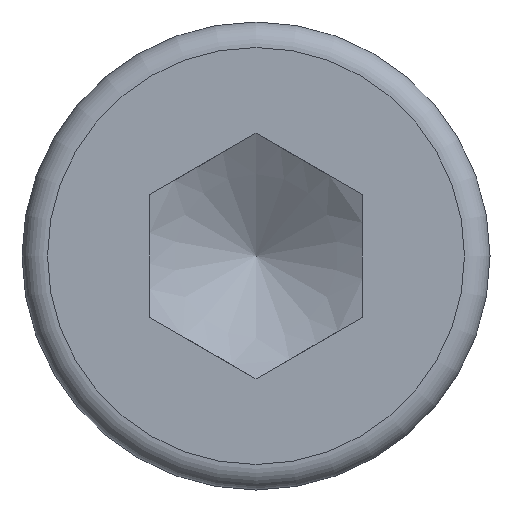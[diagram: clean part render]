
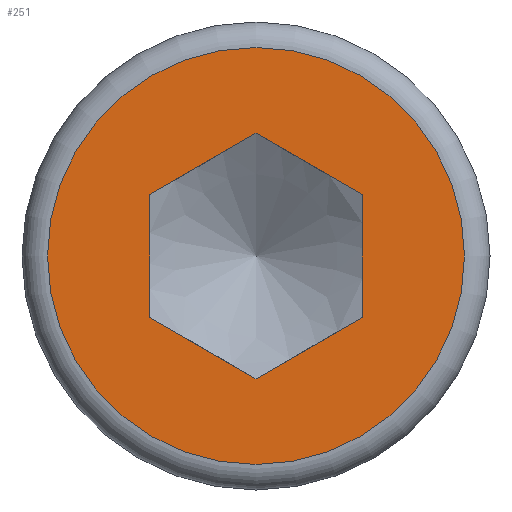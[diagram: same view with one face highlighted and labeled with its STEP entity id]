
A CAD part, left-side view. The second image highlights one B-rep face of the part: STEP entity #251.
In plain terms, the highlighted planar face has unit normal (-1, 0, 0).
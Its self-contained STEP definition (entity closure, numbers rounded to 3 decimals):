
#170=CARTESIAN_POINT('',(-3.,2.45,0.0));
#171=VERTEX_POINT('',#170);
#172=CARTESIAN_POINT('',(-3.,0.,0.0));
#173=DIRECTION('',(1.0,0.0,0.0));
#174=DIRECTION('',(0.0,-1.0,0.0));
#175=AXIS2_PLACEMENT_3D('',#172,#173,#174);
#176=CIRCLE('',#175,2.45);
#177=EDGE_CURVE('',#171,#171,#176,.T.);
#193=CARTESIAN_POINT('',(-3.,2.097,0.0));
#194=DIRECTION('',(-1.0,0.0,0.0));
#195=DIRECTION('',(0.0,0.0,1.0));
#196=AXIS2_PLACEMENT_3D('',#193,#194,#195);
#197=PLANE('',#196);
#198=ORIENTED_EDGE('',*,*,#177,.F.);
#199=EDGE_LOOP('',(#198));
#200=FACE_OUTER_BOUND('',#199,.T.);
#201=CARTESIAN_POINT('',(-3.,1.25,-0.722));
#202=VERTEX_POINT('',#201);
#203=CARTESIAN_POINT('',(-3.,1.25,0.722));
#204=VERTEX_POINT('',#203);
#205=CARTESIAN_POINT('',(-3.,1.25,-0.722));
#206=DIRECTION('',(0.0,0.0,1.0));
#207=VECTOR('',#206,1.443);
#208=LINE('',#205,#207);
#209=EDGE_CURVE('',#202,#204,#208,.T.);
#210=ORIENTED_EDGE('',*,*,#209,.T.);
#211=CARTESIAN_POINT('',(-3.,0.,1.443));
#212=VERTEX_POINT('',#211);
#213=CARTESIAN_POINT('',(-3.,1.25,0.722));
#214=DIRECTION('',(0.0,-0.866,0.5));
#215=VECTOR('',#214,1.443);
#216=LINE('',#213,#215);
#217=EDGE_CURVE('',#204,#212,#216,.T.);
#218=ORIENTED_EDGE('',*,*,#217,.T.);
#219=CARTESIAN_POINT('',(-3.,-1.25,0.722));
#220=VERTEX_POINT('',#219);
#221=CARTESIAN_POINT('',(-3.,0.0,1.443));
#222=DIRECTION('',(0.0,-0.866,-0.5));
#223=VECTOR('',#222,1.443);
#224=LINE('',#221,#223);
#225=EDGE_CURVE('',#212,#220,#224,.T.);
#226=ORIENTED_EDGE('',*,*,#225,.T.);
#227=CARTESIAN_POINT('',(-3.,-1.25,-0.722));
#228=VERTEX_POINT('',#227);
#229=CARTESIAN_POINT('',(-3.,-1.25,0.722));
#230=DIRECTION('',(0.0,0.0,-1.0));
#231=VECTOR('',#230,1.443);
#232=LINE('',#229,#231);
#233=EDGE_CURVE('',#220,#228,#232,.T.);
#234=ORIENTED_EDGE('',*,*,#233,.T.);
#235=CARTESIAN_POINT('',(-3.,0.,-1.443));
#236=VERTEX_POINT('',#235);
#237=CARTESIAN_POINT('',(-3.,-1.25,-0.722));
#238=DIRECTION('',(0.0,0.866,-0.5));
#239=VECTOR('',#238,1.443);
#240=LINE('',#237,#239);
#241=EDGE_CURVE('',#228,#236,#240,.T.);
#242=ORIENTED_EDGE('',*,*,#241,.T.);
#243=CARTESIAN_POINT('',(-3.,0.,-1.443));
#244=DIRECTION('',(0.0,0.866,0.5));
#245=VECTOR('',#244,1.443);
#246=LINE('',#243,#245);
#247=EDGE_CURVE('',#236,#202,#246,.T.);
#248=ORIENTED_EDGE('',*,*,#247,.T.);
#249=EDGE_LOOP('',(#210,#218,#226,#234,#242,#248));
#250=FACE_BOUND('',#249,.T.);
#251=ADVANCED_FACE('',(#200,#250),#197,.T.);
